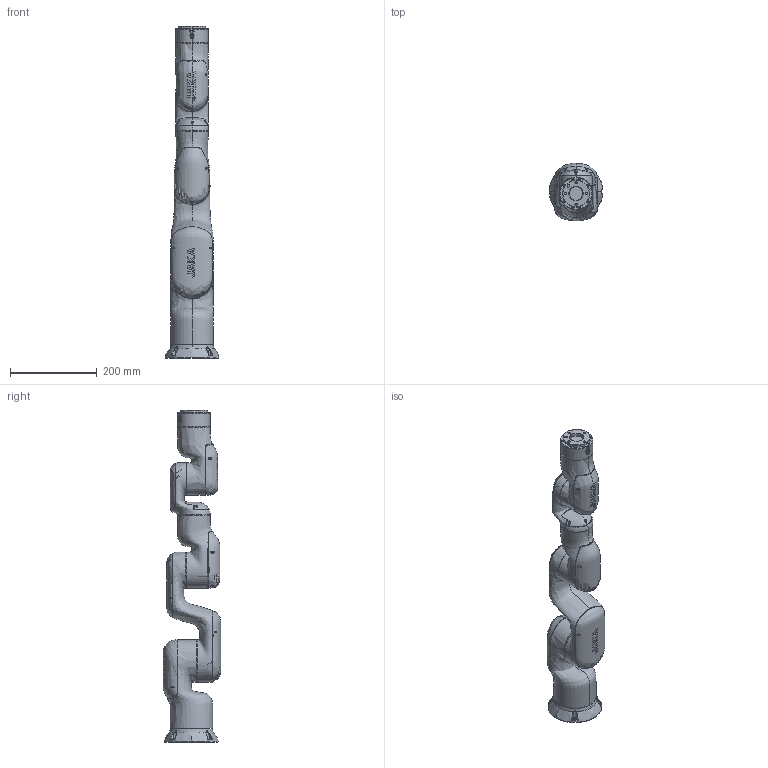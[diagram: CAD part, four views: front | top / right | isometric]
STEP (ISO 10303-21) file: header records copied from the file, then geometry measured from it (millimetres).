
FILE_DESCRIPTION (( 'STEP AP214' ), '1' );
FILE_NAME ('MiniCobo 2021-09-03 new.STEP', '2021-09-03T07:25:41', ( 'Jiaxin' ), ( '' ), 'SwSTEP 2.0', 'SolidWorks 2016', '' );
FILE_SCHEMA (( 'AUTOMOTIVE_DESIGN' ));
Length unit declared in the file: millimetre
Products named in the file (8): MC 06_默认; MC 05_默认; MC 04_默认; MC 03_默认; MC 02_默认; MC 01_默认; MC 00_默认; MiniCobo 2021-09-03 new
Assembly tree (7 placements, depth 2):
  MiniCobo 2021-09-03 new
    MC 00_默认
    MC 01_默认
    MC 02_默认
    MC 03_默认
    MC 04_默认
    MC 05_默认
    MC 06_默认
Bounding box: 123.79 x 133.01 x 766.8 mm (x, y, z)
Volume: 4733809 mm3; surface area: 358918.4 mm2
Topology: 10 solids, 10 shells, 990 faces, 2489 edges, 1620 vertices
Faces by surface type: plane 445, bspline 261, cylinder 246, cone 18, torus 14, sphere 6
Entity records: 157522 total; most frequent: CARTESIAN_POINT 132240, ORIENTED_EDGE 4968, DIRECTION 3663, EDGE_CURVE 2484, VERTEX_POINT 1620, AXIS2_PLACEMENT_3D 1400, EDGE_LOOP 1104, ADVANCED_FACE 990
